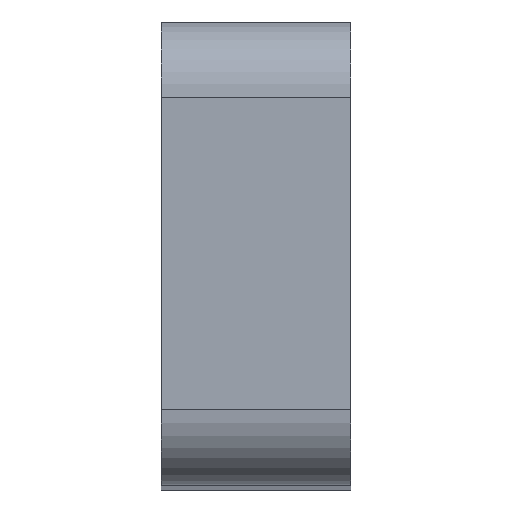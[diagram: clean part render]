
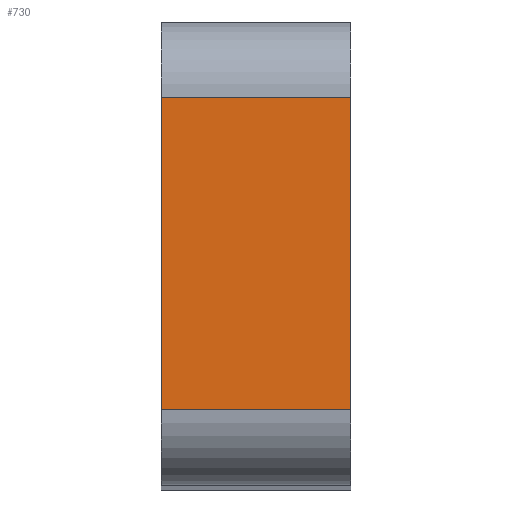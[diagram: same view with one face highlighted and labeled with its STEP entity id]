
A CAD part, top view. The second image highlights one B-rep face of the part: STEP entity #730.
In plain terms, the highlighted planar face has unit normal (0, 0, 1).
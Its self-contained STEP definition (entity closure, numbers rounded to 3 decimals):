
#15 = VECTOR ( 'NONE', #466, 1000. ) ;
#80 = CARTESIAN_POINT ( 'NONE',  ( -60., 42.5, 35. ) ) ;
#130 = VERTEX_POINT ( 'NONE', #928 ) ;
#146 = LINE ( 'NONE', #695, #15 ) ;
#160 = AXIS2_PLACEMENT_3D ( 'NONE', #275, #908, #829 ) ;
#179 = DIRECTION ( 'NONE',  ( 1., 0., 0. ) ) ;
#218 = VERTEX_POINT ( 'NONE', #713 ) ;
#224 = VECTOR ( 'NONE', #507, 1000. ) ;
#233 = CARTESIAN_POINT ( 'NONE',  ( 65., 42.5, 35. ) ) ;
#275 = CARTESIAN_POINT ( 'NONE',  ( 65., 32.25, 35. ) ) ;
#291 = CARTESIAN_POINT ( 'NONE',  ( -60., 34.25, 35. ) ) ;
#348 = LINE ( 'NONE', #812, #983 ) ;
#351 = PLANE ( 'NONE',  #160 ) ;
#364 = LINE ( 'NONE', #919, #224 ) ;
#427 = FACE_OUTER_BOUND ( 'NONE', #776, .T. ) ;
#453 = VECTOR ( 'NONE', #852, 1000. ) ;
#466 = DIRECTION ( 'NONE',  ( 0., 1., 0. ) ) ;
#469 = ORIENTED_EDGE ( 'NONE', *, *, #860, .F. ) ;
#495 = ORIENTED_EDGE ( 'NONE', *, *, #850, .T. ) ;
#507 = DIRECTION ( 'NONE',  ( 0., -1., 0. ) ) ;
#588 = EDGE_CURVE ( 'NONE', #218, #767, #348, .T. ) ;
#695 = CARTESIAN_POINT ( 'NONE',  ( -65., 32.25, 35. ) ) ;
#709 = EDGE_CURVE ( 'NONE', #779, #767, #364, .T. ) ;
#713 = CARTESIAN_POINT ( 'NONE',  ( -65., 34.25, 35. ) ) ;
#730 = ADVANCED_FACE ( 'NONE', ( #427 ), #351, .T. ) ;
#767 = VERTEX_POINT ( 'NONE', #291 ) ;
#776 = EDGE_LOOP ( 'NONE', ( #469, #873, #857, #495 ) ) ;
#779 = VERTEX_POINT ( 'NONE', #80 ) ;
#812 = CARTESIAN_POINT ( 'NONE',  ( -62.5, 34.25, 35. ) ) ;
#829 = DIRECTION ( 'NONE',  ( 1., 0., 0. ) ) ;
#850 = EDGE_CURVE ( 'NONE', #779, #130, #930, .T. ) ;
#852 = DIRECTION ( 'NONE',  ( -1., 0., 0. ) ) ;
#857 = ORIENTED_EDGE ( 'NONE', *, *, #709, .F. ) ;
#860 = EDGE_CURVE ( 'NONE', #218, #130, #146, .T. ) ;
#873 = ORIENTED_EDGE ( 'NONE', *, *, #588, .T. ) ;
#908 = DIRECTION ( 'NONE',  ( 0., 0., 1. ) ) ;
#919 = CARTESIAN_POINT ( 'NONE',  ( -60., 42.5, 35. ) ) ;
#928 = CARTESIAN_POINT ( 'NONE',  ( -65., 42.5, 35. ) ) ;
#930 = LINE ( 'NONE', #233, #453 ) ;
#983 = VECTOR ( 'NONE', #179, 1000. ) ;
